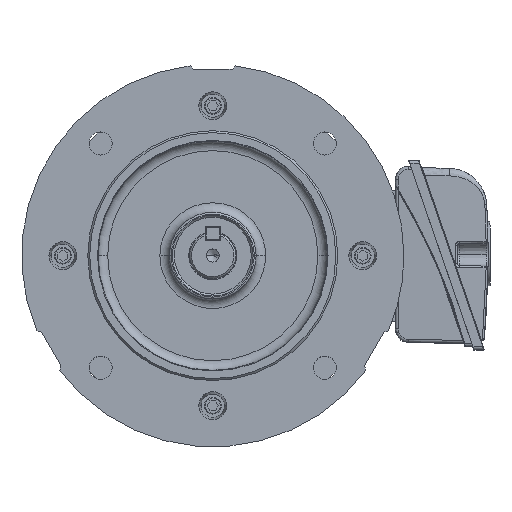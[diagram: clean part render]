
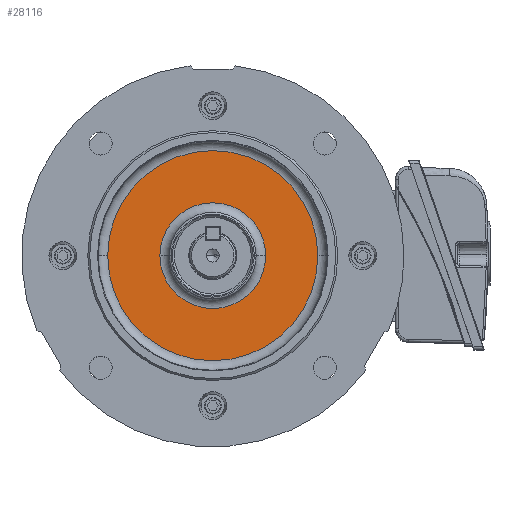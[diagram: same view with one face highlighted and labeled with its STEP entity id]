
A CAD part, top view. The second image highlights one B-rep face of the part: STEP entity #28116.
In plain terms, the highlighted planar face has unit normal (0, 0, 1).
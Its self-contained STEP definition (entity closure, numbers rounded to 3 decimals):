
#165 = EDGE_CURVE ( 'NONE', #33150, #11378, #4268, .T. ) ;
#1885 = VERTEX_POINT ( 'NONE', #25495 ) ;
#3509 = CARTESIAN_POINT ( 'NONE',  ( 0., 27.507, 0. ) ) ;
#4268 = CIRCLE ( 'NONE', #19710, 54.647 ) ;
#5378 = ORIENTED_EDGE ( 'NONE', *, *, #14152, .F. ) ;
#5487 = CARTESIAN_POINT ( 'NONE',  ( 0., 0., 0. ) ) ;
#5648 = DIRECTION ( 'NONE',  ( 0., 0., 1. ) ) ;
#6119 = DIRECTION ( 'NONE',  ( 0., 0., 1. ) ) ;
#8038 = DIRECTION ( 'NONE',  ( 0., 0., 1. ) ) ;
#9561 = DIRECTION ( 'NONE',  ( 1., 0., 0. ) ) ;
#11378 = VERTEX_POINT ( 'NONE', #29316 ) ;
#11758 = CARTESIAN_POINT ( 'NONE',  ( -27.507, 0., 0. ) ) ;
#12548 = PLANE ( 'NONE',  #16706 ) ;
#14152 = EDGE_CURVE ( 'NONE', #1885, #37610, #40825, .T. ) ;
#14259 = ORIENTED_EDGE ( 'NONE', *, *, #21166, .T. ) ;
#16089 = DIRECTION ( 'NONE',  ( 1., 0., 0. ) ) ;
#16706 = AXIS2_PLACEMENT_3D ( 'NONE', #3509, #57603, #33126 ) ;
#18008 = CARTESIAN_POINT ( 'NONE',  ( 0., 0., 0. ) ) ;
#19469 = AXIS2_PLACEMENT_3D ( 'NONE', #5487, #6119, #16089 ) ;
#19710 = AXIS2_PLACEMENT_3D ( 'NONE', #18008, #8038, #9561 ) ;
#21166 = EDGE_CURVE ( 'NONE', #11378, #33150, #47265, .T. ) ;
#23056 = ORIENTED_EDGE ( 'NONE', *, *, #165, .T. ) ;
#25495 = CARTESIAN_POINT ( 'NONE',  ( 27.507, 0., 0. ) ) ;
#25596 = DIRECTION ( 'NONE',  ( 1., 0., 0. ) ) ;
#27818 = CIRCLE ( 'NONE', #40170, 27.507 ) ;
#28116 = ADVANCED_FACE ( 'NONE', ( #37976, #51844 ), #12548, .F. ) ;
#28829 = EDGE_LOOP ( 'NONE', ( #5378, #62942 ) ) ;
#29316 = CARTESIAN_POINT ( 'NONE',  ( -54.647, 0., 0. ) ) ;
#29796 = CARTESIAN_POINT ( 'NONE',  ( 0., 0., 0. ) ) ;
#31737 = DIRECTION ( 'NONE',  ( 0., 0., 1. ) ) ;
#32371 = DIRECTION ( 'NONE',  ( 1., 0., 0. ) ) ;
#33126 = DIRECTION ( 'NONE',  ( -1., 0., 0. ) ) ;
#33150 = VERTEX_POINT ( 'NONE', #45845 ) ;
#37610 = VERTEX_POINT ( 'NONE', #11758 ) ;
#37976 = FACE_BOUND ( 'NONE', #28829, .T. ) ;
#39003 = EDGE_CURVE ( 'NONE', #37610, #1885, #27818, .T. ) ;
#40170 = AXIS2_PLACEMENT_3D ( 'NONE', #60716, #31737, #32371 ) ;
#40825 = CIRCLE ( 'NONE', #49078, 27.507 ) ;
#45845 = CARTESIAN_POINT ( 'NONE',  ( 54.647, 0., 0. ) ) ;
#47265 = CIRCLE ( 'NONE', #19469, 54.647 ) ;
#48173 = EDGE_LOOP ( 'NONE', ( #23056, #14259 ) ) ;
#49078 = AXIS2_PLACEMENT_3D ( 'NONE', #29796, #5648, #25596 ) ;
#51844 = FACE_OUTER_BOUND ( 'NONE', #48173, .T. ) ;
#57603 = DIRECTION ( 'NONE',  ( 0., 0., -1. ) ) ;
#60716 = CARTESIAN_POINT ( 'NONE',  ( 0., 0., 0. ) ) ;
#62942 = ORIENTED_EDGE ( 'NONE', *, *, #39003, .F. ) ;
